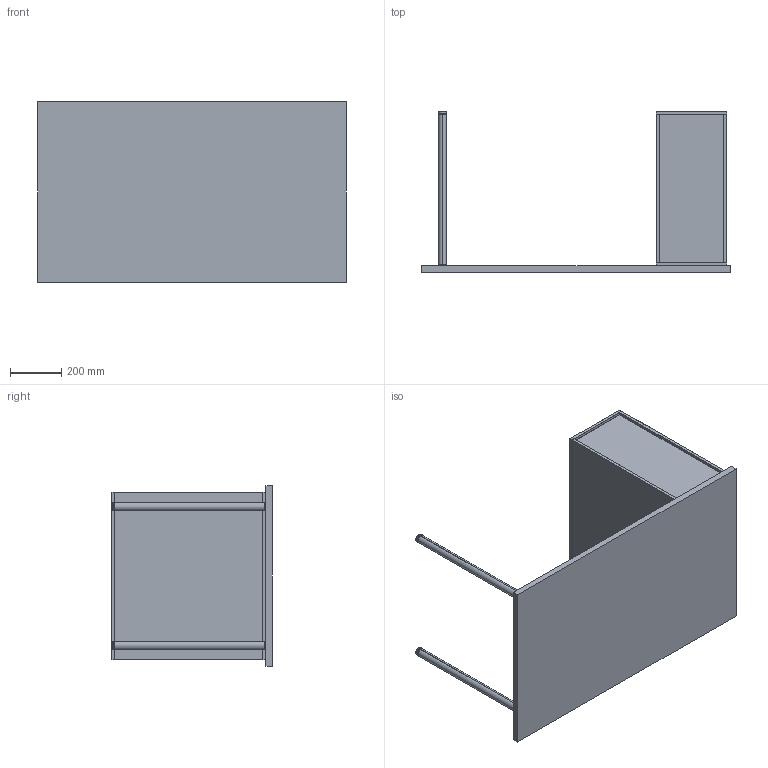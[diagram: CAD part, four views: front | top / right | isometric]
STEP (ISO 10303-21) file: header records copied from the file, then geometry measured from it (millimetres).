
FILE_DESCRIPTION (( 'STEP AP203' ), '1' );
FILE_NAME ('Work desk.STEP', '2022-03-23T13:35:36', ( '' ), ( '' ), 'SwSTEP 2.0', 'SolidWorks 2017', '' );
FILE_SCHEMA (( 'CONFIG_CONTROL_DESIGN' ));
Length unit declared in the file: millimetre
Products named in the file (8): Rubber; Leg; Side Plate; Plate; Back Plate; Up-Down Plate; Drawer; Work desk
Assembly tree (15 placements, depth 2):
  Work desk
    Plate
    Leg  x2
    Rubber  x2
    Side Plate  x2
    Up-Down Plate  x2
    Back Plate
    Drawer  x5
Bounding box: 1200 x 625 x 700 mm (x, y, z)
Volume: 44015169.6 mm3; surface area: 7067869.3 mm2
Topology: 15 solids, 15 shells, 398 faces, 938 edges, 578 vertices
Faces by surface type: plane 254, cylinder 84, cone 56, torus 4
Entity records: 5498 total; most frequent: DIRECTION 820, CARTESIAN_POINT 752, ORIENTED_EDGE 704, EDGE_CURVE 352, AXIS2_PLACEMENT_3D 288, LINE 244, VECTOR 244, VERTEX_POINT 220
